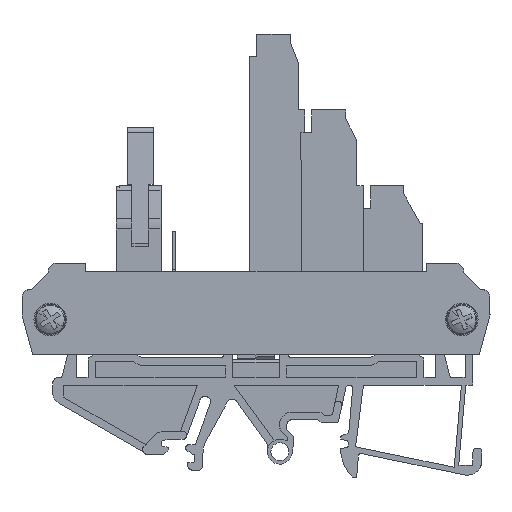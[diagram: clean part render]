
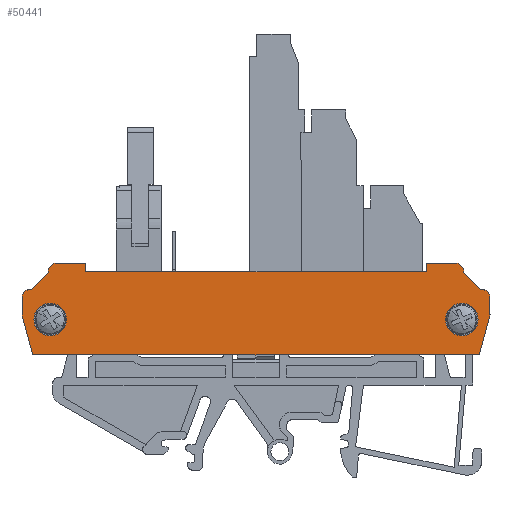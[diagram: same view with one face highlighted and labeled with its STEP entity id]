
A CAD part, left-side view. The second image highlights one B-rep face of the part: STEP entity #50441.
In plain terms, the highlighted planar face has unit normal (-1, 0, 0).
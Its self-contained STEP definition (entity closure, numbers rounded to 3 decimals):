
#23377=AXIS2_PLACEMENT_3D('Circle Axis2P3D',#23375,#23376,$) ;
#23409=AXIS2_PLACEMENT_3D('Circle Axis2P3D',#23407,#23408,$) ;
#40440=AXIS2_PLACEMENT_3D('Circle Axis2P3D',#40438,#40439,$) ;
#40481=AXIS2_PLACEMENT_3D('Circle Axis2P3D',#40479,#40480,$) ;
#41540=AXIS2_PLACEMENT_3D('Circle Axis2P3D',#41538,#41539,$) ;
#41570=AXIS2_PLACEMENT_3D('Circle Axis2P3D',#41568,#41569,$) ;
#41604=AXIS2_PLACEMENT_3D('Circle Axis2P3D',#41602,#41603,$) ;
#41634=AXIS2_PLACEMENT_3D('Circle Axis2P3D',#41632,#41633,$) ;
#50370=AXIS2_PLACEMENT_3D('Plane Axis2P3D',#50367,#50368,#50369) ;
#23372=CARTESIAN_POINT('Vertex',(0.,6.37,38.652)) ;
#23375=CARTESIAN_POINT('Axis2P3D Location',(0.,6.37,37.152)) ;
#23379=CARTESIAN_POINT('Vertex',(0.,4.87,37.152)) ;
#23404=CARTESIAN_POINT('Vertex',(0.,1.723,33.775)) ;
#23407=CARTESIAN_POINT('Axis2P3D Location',(0.,1.5,32.292)) ;
#23411=CARTESIAN_POINT('Vertex',(0.,0.,32.292)) ;
#40435=CARTESIAN_POINT('Vertex',(0.,86.4,32.292)) ;
#40438=CARTESIAN_POINT('Axis2P3D Location',(0.,84.9,32.292)) ;
#40442=CARTESIAN_POINT('Vertex',(0.,84.677,33.775)) ;
#40476=CARTESIAN_POINT('Vertex',(0.,81.53,37.152)) ;
#40479=CARTESIAN_POINT('Axis2P3D Location',(0.,80.03,37.152)) ;
#40483=CARTESIAN_POINT('Vertex',(0.,80.03,38.652)) ;
#41535=CARTESIAN_POINT('Vertex',(0.,8.2,28.252)) ;
#41538=CARTESIAN_POINT('Axis2P3D Location',(0.,5.2,28.252)) ;
#41542=CARTESIAN_POINT('Vertex',(0.,2.2,28.252)) ;
#41568=CARTESIAN_POINT('Axis2P3D Location',(0.,5.2,28.252)) ;
#41599=CARTESIAN_POINT('Vertex',(0.,84.2,28.252)) ;
#41602=CARTESIAN_POINT('Axis2P3D Location',(0.,81.2,28.252)) ;
#41606=CARTESIAN_POINT('Vertex',(0.,78.2,28.252)) ;
#41632=CARTESIAN_POINT('Axis2P3D Location',(0.,81.2,28.252)) ;
#44428=CARTESIAN_POINT('Vertex',(0.,81.53,36.922)) ;
#44431=CARTESIAN_POINT('Line Origine',(0.,81.53,37.037)) ;
#44454=CARTESIAN_POINT('Line Origine',(0.,83.103,35.349)) ;
#44483=CARTESIAN_POINT('Vertex',(0.,86.4,29.084)) ;
#44486=CARTESIAN_POINT('Line Origine',(0.,86.4,30.688)) ;
#44515=CARTESIAN_POINT('Vertex',(0.,84.435,21.752)) ;
#44518=CARTESIAN_POINT('Line Origine',(0.,85.418,25.418)) ;
#50271=CARTESIAN_POINT('Vertex',(0.,11.8,37.052)) ;
#50276=CARTESIAN_POINT('Line Origine',(0.,11.8,37.852)) ;
#50280=CARTESIAN_POINT('Vertex',(0.,11.8,38.652)) ;
#50312=CARTESIAN_POINT('Vertex',(0.,74.6,37.052)) ;
#50317=CARTESIAN_POINT('Line Origine',(0.,43.2,37.052)) ;
#50344=CARTESIAN_POINT('Vertex',(0.,74.6,38.652)) ;
#50349=CARTESIAN_POINT('Line Origine',(0.,74.6,37.852)) ;
#50367=CARTESIAN_POINT('Axis2P3D Location',(0.,1.5,32.292)) ;
#50372=CARTESIAN_POINT('Line Origine',(0.,3.297,35.349)) ;
#50376=CARTESIAN_POINT('Vertex',(0.,4.87,36.922)) ;
#50379=CARTESIAN_POINT('Line Origine',(0.,4.87,37.037)) ;
#50384=CARTESIAN_POINT('Line Origine',(0.,9.085,38.652)) ;
#50389=CARTESIAN_POINT('Line Origine',(0.,77.315,38.652)) ;
#50394=CARTESIAN_POINT('Line Origine',(0.,43.2,21.752)) ;
#50398=CARTESIAN_POINT('Vertex',(0.,1.965,21.752)) ;
#50401=CARTESIAN_POINT('Line Origine',(0.,0.982,25.418)) ;
#50405=CARTESIAN_POINT('Vertex',(0.,0.,29.084)) ;
#50408=CARTESIAN_POINT('Line Origine',(0.,0.,30.688)) ;
#23376=DIRECTION('Axis2P3D Direction',(1.,0.,0.)) ;
#23408=DIRECTION('Axis2P3D Direction',(1.,0.,0.)) ;
#40439=DIRECTION('Axis2P3D Direction',(1.,0.,0.)) ;
#40480=DIRECTION('Axis2P3D Direction',(1.,0.,0.)) ;
#41539=DIRECTION('Axis2P3D Direction',(-1.,0.,0.)) ;
#41569=DIRECTION('Axis2P3D Direction',(-1.,0.,0.)) ;
#41603=DIRECTION('Axis2P3D Direction',(-1.,0.,0.)) ;
#41633=DIRECTION('Axis2P3D Direction',(-1.,0.,0.)) ;
#44432=DIRECTION('Vector Direction',(0.,0.,-1.)) ;
#44455=DIRECTION('Vector Direction',(0.,-0.707,0.707)) ;
#44487=DIRECTION('Vector Direction',(0.,0.,1.)) ;
#44519=DIRECTION('Vector Direction',(0.,0.259,0.966)) ;
#50277=DIRECTION('Vector Direction',(0.,0.,1.)) ;
#50318=DIRECTION('Vector Direction',(0.,-1.,0.)) ;
#50350=DIRECTION('Vector Direction',(0.,0.,-1.)) ;
#50368=DIRECTION('Axis2P3D Direction',(1.,0.,0.)) ;
#50369=DIRECTION('Axis2P3D XDirection',(0.,1.,0.)) ;
#50373=DIRECTION('Vector Direction',(0.,-0.707,-0.707)) ;
#50380=DIRECTION('Vector Direction',(0.,0.,1.)) ;
#50385=DIRECTION('Vector Direction',(0.,-1.,0.)) ;
#50390=DIRECTION('Vector Direction',(0.,-1.,0.)) ;
#50395=DIRECTION('Vector Direction',(0.,1.,0.)) ;
#50402=DIRECTION('Vector Direction',(0.,0.259,-0.966)) ;
#50409=DIRECTION('Vector Direction',(0.,0.,-1.)) ;
#44433=VECTOR('Line Direction',#44432,1.) ;
#44456=VECTOR('Line Direction',#44455,1.) ;
#44488=VECTOR('Line Direction',#44487,1.) ;
#44520=VECTOR('Line Direction',#44519,1.) ;
#50278=VECTOR('Line Direction',#50277,1.) ;
#50319=VECTOR('Line Direction',#50318,1.) ;
#50351=VECTOR('Line Direction',#50350,1.) ;
#50374=VECTOR('Line Direction',#50373,1.) ;
#50381=VECTOR('Line Direction',#50380,1.) ;
#50386=VECTOR('Line Direction',#50385,1.) ;
#50391=VECTOR('Line Direction',#50390,1.) ;
#50396=VECTOR('Line Direction',#50395,1.) ;
#50403=VECTOR('Line Direction',#50402,1.) ;
#50410=VECTOR('Line Direction',#50409,1.) ;
#50414=ORIENTED_EDGE('',*,*,#50378,.F.) ;
#50415=ORIENTED_EDGE('',*,*,#50383,.T.) ;
#50416=ORIENTED_EDGE('',*,*,#23381,.F.) ;
#50417=ORIENTED_EDGE('',*,*,#50388,.F.) ;
#50418=ORIENTED_EDGE('',*,*,#50282,.F.) ;
#50419=ORIENTED_EDGE('',*,*,#50321,.F.) ;
#50420=ORIENTED_EDGE('',*,*,#50353,.F.) ;
#50421=ORIENTED_EDGE('',*,*,#50393,.F.) ;
#50422=ORIENTED_EDGE('',*,*,#40485,.F.) ;
#50423=ORIENTED_EDGE('',*,*,#44435,.T.) ;
#50424=ORIENTED_EDGE('',*,*,#44458,.F.) ;
#50425=ORIENTED_EDGE('',*,*,#40444,.F.) ;
#50426=ORIENTED_EDGE('',*,*,#44490,.F.) ;
#50427=ORIENTED_EDGE('',*,*,#44522,.F.) ;
#50428=ORIENTED_EDGE('',*,*,#50400,.F.) ;
#50429=ORIENTED_EDGE('',*,*,#50407,.F.) ;
#50430=ORIENTED_EDGE('',*,*,#50412,.F.) ;
#50431=ORIENTED_EDGE('',*,*,#23413,.F.) ;
#50434=ORIENTED_EDGE('',*,*,#41572,.F.) ;
#50435=ORIENTED_EDGE('',*,*,#41544,.F.) ;
#50438=ORIENTED_EDGE('',*,*,#41636,.F.) ;
#50439=ORIENTED_EDGE('',*,*,#41608,.F.) ;
#50436=FACE_BOUND('',#50433,.T.) ;
#50440=FACE_BOUND('',#50437,.T.) ;
#50441=ADVANCED_FACE('NONE',(#50432,#50436,#50440),#50371,.F.) ;
#23378=CIRCLE('generated circle',#23377,1.5) ;
#23410=CIRCLE('generated circle',#23409,1.5) ;
#40441=CIRCLE('generated circle',#40440,1.5) ;
#40482=CIRCLE('generated circle',#40481,1.5) ;
#41541=CIRCLE('generated circle',#41540,3.) ;
#41571=CIRCLE('generated circle',#41570,3.) ;
#41605=CIRCLE('generated circle',#41604,3.) ;
#41635=CIRCLE('generated circle',#41634,3.) ;
#23381=EDGE_CURVE('',#23373,#23380,#23378,.T.) ;
#23413=EDGE_CURVE('',#23405,#23412,#23410,.T.) ;
#40444=EDGE_CURVE('',#40436,#40443,#40441,.T.) ;
#40485=EDGE_CURVE('',#40477,#40484,#40482,.T.) ;
#41544=EDGE_CURVE('',#41536,#41543,#41541,.T.) ;
#41572=EDGE_CURVE('',#41543,#41536,#41571,.T.) ;
#41608=EDGE_CURVE('',#41600,#41607,#41605,.T.) ;
#41636=EDGE_CURVE('',#41607,#41600,#41635,.T.) ;
#44435=EDGE_CURVE('',#40477,#44429,#44434,.T.) ;
#44458=EDGE_CURVE('',#40443,#44429,#44457,.T.) ;
#44490=EDGE_CURVE('',#44484,#40436,#44489,.T.) ;
#44522=EDGE_CURVE('',#44516,#44484,#44521,.T.) ;
#50282=EDGE_CURVE('',#50272,#50281,#50279,.T.) ;
#50321=EDGE_CURVE('',#50313,#50272,#50320,.T.) ;
#50353=EDGE_CURVE('',#50345,#50313,#50352,.T.) ;
#50378=EDGE_CURVE('',#50377,#23405,#50375,.T.) ;
#50383=EDGE_CURVE('',#50377,#23380,#50382,.T.) ;
#50388=EDGE_CURVE('',#50281,#23373,#50387,.T.) ;
#50393=EDGE_CURVE('',#40484,#50345,#50392,.T.) ;
#50400=EDGE_CURVE('',#50399,#44516,#50397,.T.) ;
#50407=EDGE_CURVE('',#50406,#50399,#50404,.T.) ;
#50412=EDGE_CURVE('',#23412,#50406,#50411,.T.) ;
#50413=EDGE_LOOP('',(#50414,#50415,#50416,#50417,#50418,#50419,#50420,#50421,#50422,#50423,#50424,#50425,#50426,#50427,#50428,#50429,#50430,#50431)) ;
#50433=EDGE_LOOP('',(#50434,#50435)) ;
#50437=EDGE_LOOP('',(#50438,#50439)) ;
#50432=FACE_OUTER_BOUND('',#50413,.T.) ;
#44434=LINE('Line',#44431,#44433) ;
#44457=LINE('Line',#44454,#44456) ;
#44489=LINE('Line',#44486,#44488) ;
#44521=LINE('Line',#44518,#44520) ;
#50279=LINE('Line',#50276,#50278) ;
#50320=LINE('Line',#50317,#50319) ;
#50352=LINE('Line',#50349,#50351) ;
#50375=LINE('Line',#50372,#50374) ;
#50382=LINE('Line',#50379,#50381) ;
#50387=LINE('Line',#50384,#50386) ;
#50392=LINE('Line',#50389,#50391) ;
#50397=LINE('Line',#50394,#50396) ;
#50404=LINE('Line',#50401,#50403) ;
#50411=LINE('Line',#50408,#50410) ;
#50371=PLANE('',#50370) ;
#23373=VERTEX_POINT('',#23372) ;
#23380=VERTEX_POINT('',#23379) ;
#23405=VERTEX_POINT('',#23404) ;
#23412=VERTEX_POINT('',#23411) ;
#40436=VERTEX_POINT('',#40435) ;
#40443=VERTEX_POINT('',#40442) ;
#40477=VERTEX_POINT('',#40476) ;
#40484=VERTEX_POINT('',#40483) ;
#41536=VERTEX_POINT('',#41535) ;
#41543=VERTEX_POINT('',#41542) ;
#41600=VERTEX_POINT('',#41599) ;
#41607=VERTEX_POINT('',#41606) ;
#44429=VERTEX_POINT('',#44428) ;
#44484=VERTEX_POINT('',#44483) ;
#44516=VERTEX_POINT('',#44515) ;
#50272=VERTEX_POINT('',#50271) ;
#50281=VERTEX_POINT('',#50280) ;
#50313=VERTEX_POINT('',#50312) ;
#50345=VERTEX_POINT('',#50344) ;
#50377=VERTEX_POINT('',#50376) ;
#50399=VERTEX_POINT('',#50398) ;
#50406=VERTEX_POINT('',#50405) ;
